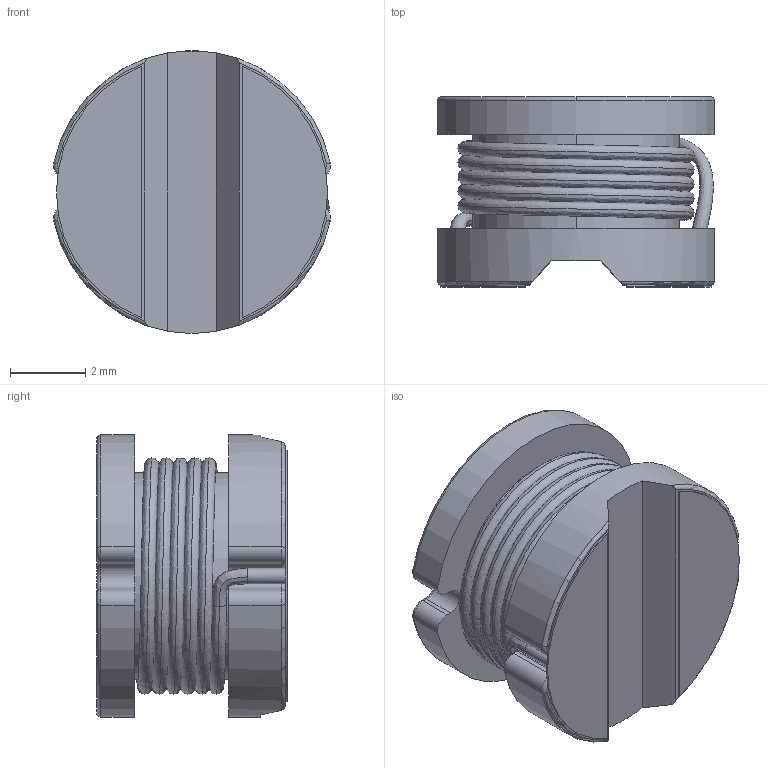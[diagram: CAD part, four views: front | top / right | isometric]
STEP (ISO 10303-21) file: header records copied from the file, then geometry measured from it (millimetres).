
FILE_DESCRIPTION (( 'STEP AP214' ), '1' );
FILE_NAME ('DC1D0501-B196-4B9F-8464-3F55AD5CA661.STEP', '2023-11-16T17:15:19', ( '' ), ( '' ), 'SwSTEP 2.0', 'SolidWorks 2022', '' );
FILE_SCHEMA (( 'AUTOMOTIVE_DESIGN' ));
Length unit declared in the file: millimetre
Products named in the file (1): DC1D0501-B196-4B9F-8464-3F55AD5CA661
Bounding box: 7.35 x 5.05 x 7.5 mm (x, y, z)
Volume: 170.6 mm3; surface area: 403 mm2
Topology: 2 solids, 2 shells, 83 faces, 203 edges, 126 vertices
Faces by surface type: cylinder 34, plane 22, torus 19, bspline 8
Entity records: 4936 total; most frequent: CARTESIAN_POINT 2712, DIRECTION 434, ORIENTED_EDGE 406, EDGE_CURVE 203, AXIS2_PLACEMENT_3D 183, VERTEX_POINT 126, CIRCLE 107, EDGE_LOOP 89
